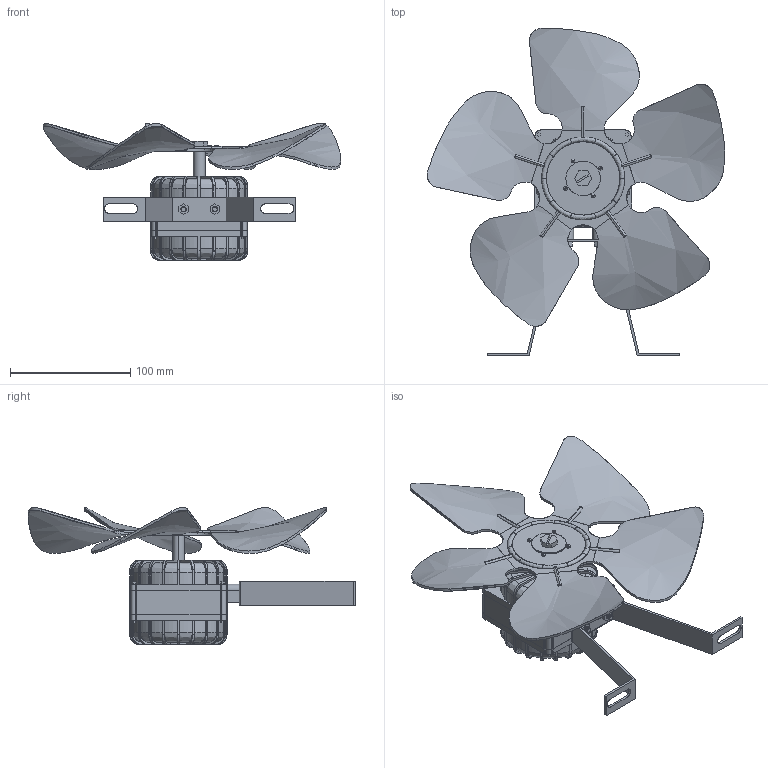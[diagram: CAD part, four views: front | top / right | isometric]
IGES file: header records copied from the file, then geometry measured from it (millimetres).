
Start section: SolidWorks IGES file using analytic representation for surfaces
Global section: file name: MONTAGEM DO LC-250 SEM O ARO.IGS; native system: SolidWorks 2018; preprocessor: SolidWorks 2018; author: vendas04; date: 230508.090007; units: millimetre
Bounding box: 248.07 x 272.6 x 114.14 mm (x, y, z)
Surface area: 207420.7 mm2 (no closed solid volume)
Topology: 0 solids, 0 shells, 808 faces, 10204 edges, 10204 vertices
Faces by surface type: bspline 516, revolution 292
